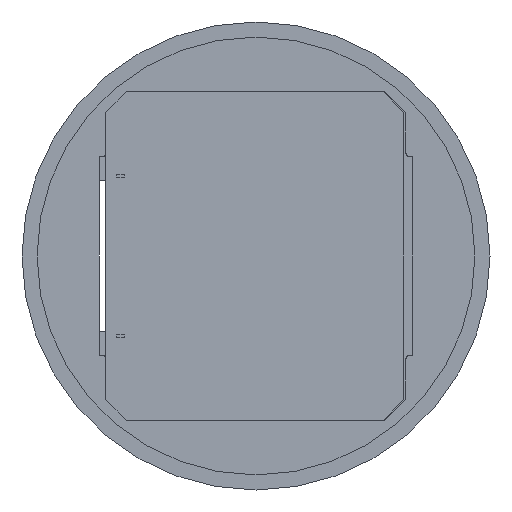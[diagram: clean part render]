
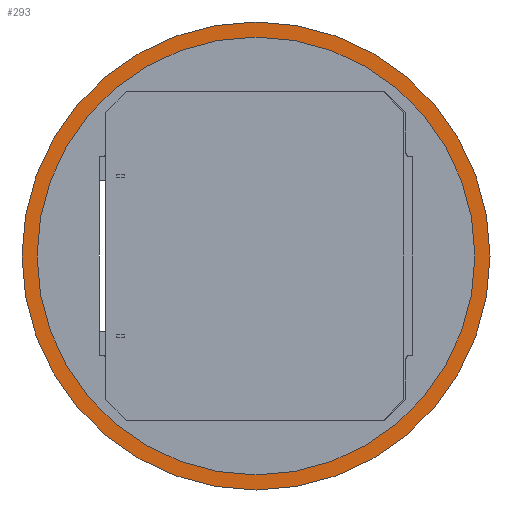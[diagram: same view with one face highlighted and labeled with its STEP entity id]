
A CAD part, front view. The second image highlights one B-rep face of the part: STEP entity #293.
In plain terms, the highlighted planar face has unit normal (0, -1, 0).
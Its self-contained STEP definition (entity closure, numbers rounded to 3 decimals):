
#82 = CARTESIAN_POINT ( 'NONE',  ( 0., 27., 162.5 ) ) ;
#124 = EDGE_CURVE ( 'NONE', #2807, #1999, #3472, .T. ) ;
#133 = DIRECTION ( 'NONE',  ( 0., 0., 1. ) ) ;
#161 = DIRECTION ( 'NONE',  ( 0., -1., 0. ) ) ;
#293 = ADVANCED_FACE ( 'NONE', ( #465, #1637 ), #2152, .F. ) ;
#336 = CARTESIAN_POINT ( 'NONE',  ( 0., 27., 0. ) ) ;
#352 = AXIS2_PLACEMENT_3D ( 'NONE', #695, #3141, #3388 ) ;
#354 = VERTEX_POINT ( 'NONE', #3480 ) ;
#465 = FACE_BOUND ( 'NONE', #2493, .T. ) ;
#695 = CARTESIAN_POINT ( 'NONE',  ( 0., 27., 0. ) ) ;
#840 = EDGE_CURVE ( 'NONE', #1826, #354, #1938, .T. ) ;
#1138 = EDGE_CURVE ( 'NONE', #354, #1826, #1525, .T. ) ;
#1499 = DIRECTION ( 'NONE',  ( 0., -1., 0. ) ) ;
#1525 = CIRCLE ( 'NONE', #352, 162.5 ) ;
#1531 = DIRECTION ( 'NONE',  ( 0., -1., 0. ) ) ;
#1558 = CARTESIAN_POINT ( 'NONE',  ( 0., 27., 0. ) ) ;
#1637 = FACE_OUTER_BOUND ( 'NONE', #2919, .T. ) ;
#1826 = VERTEX_POINT ( 'NONE', #82 ) ;
#1892 = CIRCLE ( 'NONE', #2913, 152. ) ;
#1938 = CIRCLE ( 'NONE', #2464, 162.5 ) ;
#1999 = VERTEX_POINT ( 'NONE', #3756 ) ;
#2100 = EDGE_CURVE ( 'NONE', #1999, #2807, #1892, .T. ) ;
#2152 = PLANE ( 'NONE',  #2504 ) ;
#2301 = AXIS2_PLACEMENT_3D ( 'NONE', #336, #1531, #3566 ) ;
#2303 = DIRECTION ( 'NONE',  ( 0., 0., -1. ) ) ;
#2376 = ORIENTED_EDGE ( 'NONE', *, *, #124, .F. ) ;
#2464 = AXIS2_PLACEMENT_3D ( 'NONE', #1558, #1499, #2749 ) ;
#2493 = EDGE_LOOP ( 'NONE', ( #2376, #3428 ) ) ;
#2504 = AXIS2_PLACEMENT_3D ( 'NONE', #2805, #3370, #133 ) ;
#2749 = DIRECTION ( 'NONE',  ( 0., 0., -1. ) ) ;
#2805 = CARTESIAN_POINT ( 'NONE',  ( -152., 27., 0. ) ) ;
#2807 = VERTEX_POINT ( 'NONE', #3001 ) ;
#2913 = AXIS2_PLACEMENT_3D ( 'NONE', #3383, #161, #2303 ) ;
#2919 = EDGE_LOOP ( 'NONE', ( #3077, #3413 ) ) ;
#3001 = CARTESIAN_POINT ( 'NONE',  ( 0., 27., -152. ) ) ;
#3077 = ORIENTED_EDGE ( 'NONE', *, *, #1138, .T. ) ;
#3141 = DIRECTION ( 'NONE',  ( 0., -1., 0. ) ) ;
#3370 = DIRECTION ( 'NONE',  ( 0., 1., 0. ) ) ;
#3383 = CARTESIAN_POINT ( 'NONE',  ( 0., 27., 0. ) ) ;
#3388 = DIRECTION ( 'NONE',  ( 0., 0., -1. ) ) ;
#3413 = ORIENTED_EDGE ( 'NONE', *, *, #840, .T. ) ;
#3428 = ORIENTED_EDGE ( 'NONE', *, *, #2100, .F. ) ;
#3472 = CIRCLE ( 'NONE', #2301, 152. ) ;
#3480 = CARTESIAN_POINT ( 'NONE',  ( 0., 27., -162.5 ) ) ;
#3566 = DIRECTION ( 'NONE',  ( 0., 0., -1. ) ) ;
#3756 = CARTESIAN_POINT ( 'NONE',  ( 0., 27., 152. ) ) ;
